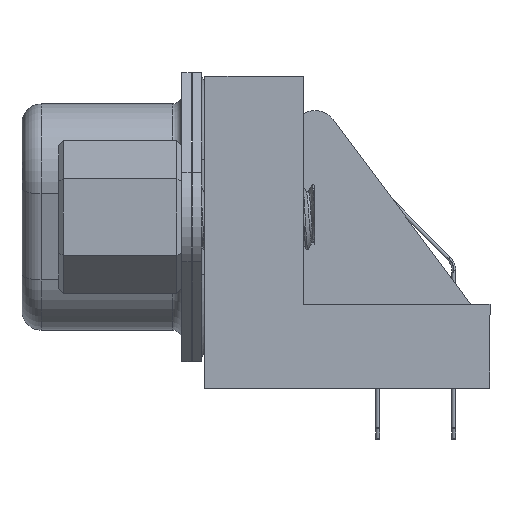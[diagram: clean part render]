
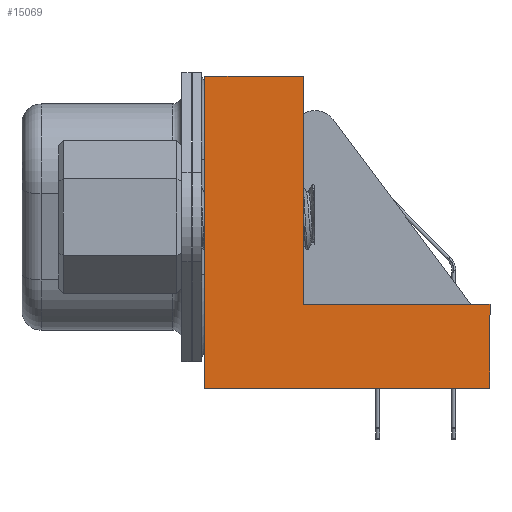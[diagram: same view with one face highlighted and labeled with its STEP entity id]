
A CAD part, left-side view. The second image highlights one B-rep face of the part: STEP entity #15069.
In plain terms, the highlighted face is planar.
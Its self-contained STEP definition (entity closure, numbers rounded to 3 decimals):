
#1417=FACE_OUTER_BOUND('',#2187,.T.);
#2187=EDGE_LOOP('',(#10392,#10393,#10394,#10395,#10396,#10397));
#3132=LINE('',#21421,#4835);
#3144=LINE('',#21447,#4847);
#3161=LINE('',#21480,#4864);
#3176=LINE('',#21512,#4879);
#3177=LINE('',#21513,#4880);
#3178=LINE('',#21514,#4881);
#4835=VECTOR('',#17314,4.4);
#4847=VECTOR('',#17334,12.);
#4864=VECTOR('',#17355,5.2);
#4879=VECTOR('',#17380,16.4);
#4880=VECTOR('',#17381,15.);
#4881=VECTOR('',#17382,9.8);
#6550=VERTEX_POINT('',#21418);
#6551=VERTEX_POINT('',#21420);
#6560=VERTEX_POINT('',#21444);
#6561=VERTEX_POINT('',#21446);
#6575=VERTEX_POINT('',#21478);
#6587=VERTEX_POINT('',#21511);
#8038=EDGE_CURVE('',#6551,#6550,#3132,.T.);
#8051=EDGE_CURVE('',#6561,#6560,#3144,.T.);
#8068=EDGE_CURVE('',#6560,#6575,#3161,.T.);
#8084=EDGE_CURVE('',#6587,#6575,#3176,.T.);
#8085=EDGE_CURVE('',#6551,#6587,#3177,.T.);
#8086=EDGE_CURVE('',#6561,#6550,#3178,.T.);
#10392=ORIENTED_EDGE('',*,*,#8051,.T.);
#10393=ORIENTED_EDGE('',*,*,#8068,.T.);
#10394=ORIENTED_EDGE('',*,*,#8084,.F.);
#10395=ORIENTED_EDGE('',*,*,#8085,.F.);
#10396=ORIENTED_EDGE('',*,*,#8038,.T.);
#10397=ORIENTED_EDGE('',*,*,#8086,.F.);
#14571=PLANE('',#15932);
#15069=ADVANCED_FACE('',(#1417),#14571,.T.);
#15932=AXIS2_PLACEMENT_3D('',#21510,#17378,#17379);
#17314=DIRECTION('',(0.,1.,0.));
#17334=DIRECTION('',(0.,1.,0.));
#17355=DIRECTION('',(0.,0.,1.));
#17378=DIRECTION('center_axis',(1.,0.,0.));
#17379=DIRECTION('ref_axis',(0.,0.,-1.));
#17380=DIRECTION('',(0.,1.,0.));
#17381=DIRECTION('',(0.,0.,1.));
#17382=DIRECTION('',(0.,0.,-1.));
#21418=CARTESIAN_POINT('',(33.75,-3.8,-15.));
#21420=CARTESIAN_POINT('',(33.75,-8.2,-15.));
#21421=CARTESIAN_POINT('',(33.75,-8.2,-15.));
#21444=CARTESIAN_POINT('',(33.75,8.2,-5.2));
#21446=CARTESIAN_POINT('',(33.75,-3.8,-5.2));
#21447=CARTESIAN_POINT('',(33.75,-3.8,-5.2));
#21478=CARTESIAN_POINT('',(33.75,8.2,0.));
#21480=CARTESIAN_POINT('',(33.75,8.2,-5.2));
#21510=CARTESIAN_POINT('Origin',(33.75,8.2,-15.));
#21511=CARTESIAN_POINT('',(33.75,-8.2,0.));
#21512=CARTESIAN_POINT('',(33.75,-8.2,0.));
#21513=CARTESIAN_POINT('',(33.75,-8.2,-15.));
#21514=CARTESIAN_POINT('',(33.75,-3.8,-5.2));
